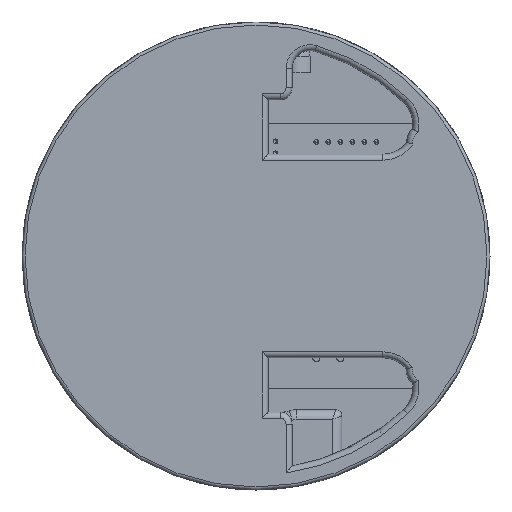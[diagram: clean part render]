
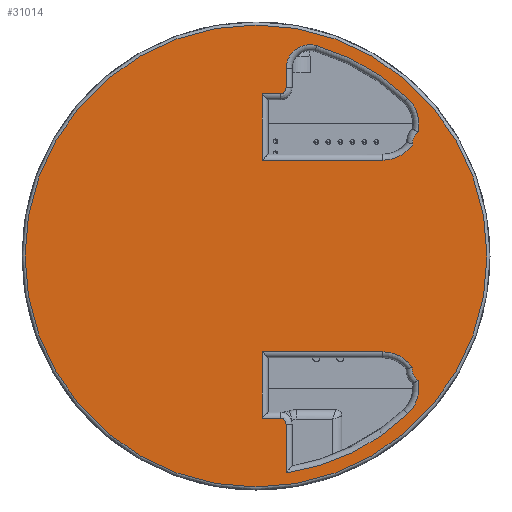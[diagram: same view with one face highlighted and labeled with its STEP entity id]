
A CAD part, front view. The second image highlights one B-rep face of the part: STEP entity #31014.
In plain terms, the highlighted planar face has unit normal (0, -1, 0).
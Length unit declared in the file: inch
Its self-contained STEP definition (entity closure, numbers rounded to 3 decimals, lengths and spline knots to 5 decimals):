
#776=CIRCLE('',#33208,0.3);
#778=CIRCLE('',#33211,0.10073);
#782=CIRCLE('',#33216,0.05);
#786=CIRCLE('',#33222,0.3);
#787=CIRCLE('',#33224,1.82382);
#793=CIRCLE('',#33236,1.92382);
#794=CIRCLE('',#33237,0.05);
#795=CIRCLE('',#33238,0.2);
#796=CIRCLE('',#33239,1.82382);
#797=CIRCLE('',#33240,0.3);
#798=CIRCLE('',#33241,0.09696);
#799=CIRCLE('',#33242,0.3);
#1493=FACE_BOUND('',#4747,.T.);
#1494=FACE_BOUND('',#4748,.T.);
#2914=FACE_OUTER_BOUND('',#4746,.T.);
#4746=EDGE_LOOP('',(#26253));
#4747=EDGE_LOOP('',(#26254,#26255,#26256,#26257,#26258,#26259,#26260,#26261,
#26262,#26263));
#4748=EDGE_LOOP('',(#26264,#26265,#26266,#26267,#26268,#26269,#26270,#26271,
#26272));
#8200=LINE('',#49309,#11722);
#8202=LINE('',#49316,#11724);
#8204=LINE('',#49362,#11726);
#8205=LINE('',#49392,#11727);
#8228=LINE('',#49490,#11750);
#8229=LINE('',#49494,#11751);
#8230=LINE('',#49506,#11752);
#8231=LINE('',#49507,#11753);
#11722=VECTOR('',#40607,0.3937);
#11724=VECTOR('',#40615,0.3937);
#11726=VECTOR('',#40633,0.3937);
#11727=VECTOR('',#40642,0.3937);
#11750=VECTOR('',#40701,0.3937);
#11751=VECTOR('',#40704,0.3937);
#11752=VECTOR('',#40715,0.3937);
#11753=VECTOR('',#40716,0.3937);
#14341=VERTEX_POINT('',#49306);
#14342=VERTEX_POINT('',#49308);
#14344=VERTEX_POINT('',#49314);
#14345=VERTEX_POINT('',#49318);
#14347=VERTEX_POINT('',#49337);
#14351=VERTEX_POINT('',#49359);
#14352=VERTEX_POINT('',#49361);
#14354=VERTEX_POINT('',#49387);
#14356=VERTEX_POINT('',#49397);
#14380=VERTEX_POINT('',#49486);
#14381=VERTEX_POINT('',#49488);
#14382=VERTEX_POINT('',#49489);
#14383=VERTEX_POINT('',#49491);
#14384=VERTEX_POINT('',#49493);
#14385=VERTEX_POINT('',#49495);
#14386=VERTEX_POINT('',#49497);
#14387=VERTEX_POINT('',#49499);
#14388=VERTEX_POINT('',#49501);
#14389=VERTEX_POINT('',#49503);
#14390=VERTEX_POINT('',#49505);
#18335=EDGE_CURVE('',#14341,#14342,#8200,.T.);
#18339=EDGE_CURVE('',#14344,#14341,#8202,.T.);
#18340=EDGE_CURVE('',#14345,#14344,#776,.T.);
#18343=EDGE_CURVE('',#14347,#14345,#778,.T.);
#18348=EDGE_CURVE('',#14351,#14352,#8204,.T.);
#18351=EDGE_CURVE('',#14354,#14351,#782,.T.);
#18353=EDGE_CURVE('',#14342,#14354,#8205,.T.);
#18357=EDGE_CURVE('',#14356,#14347,#786,.T.);
#18358=EDGE_CURVE('',#14352,#14356,#787,.T.);
#18388=EDGE_CURVE('',#14380,#14380,#793,.T.);
#18389=EDGE_CURVE('',#14381,#14382,#8228,.T.);
#18390=EDGE_CURVE('',#14383,#14381,#794,.T.);
#18391=EDGE_CURVE('',#14384,#14383,#8229,.T.);
#18392=EDGE_CURVE('',#14385,#14384,#795,.T.);
#18393=EDGE_CURVE('',#14386,#14385,#796,.T.);
#18394=EDGE_CURVE('',#14387,#14386,#797,.T.);
#18395=EDGE_CURVE('',#14388,#14387,#798,.T.);
#18396=EDGE_CURVE('',#14389,#14388,#799,.T.);
#18397=EDGE_CURVE('',#14390,#14389,#8230,.T.);
#18398=EDGE_CURVE('',#14382,#14390,#8231,.T.);
#26253=ORIENTED_EDGE('',*,*,#18388,.F.);
#26254=ORIENTED_EDGE('',*,*,#18389,.F.);
#26255=ORIENTED_EDGE('',*,*,#18390,.F.);
#26256=ORIENTED_EDGE('',*,*,#18391,.F.);
#26257=ORIENTED_EDGE('',*,*,#18392,.F.);
#26258=ORIENTED_EDGE('',*,*,#18393,.F.);
#26259=ORIENTED_EDGE('',*,*,#18394,.F.);
#26260=ORIENTED_EDGE('',*,*,#18395,.F.);
#26261=ORIENTED_EDGE('',*,*,#18396,.F.);
#26262=ORIENTED_EDGE('',*,*,#18397,.F.);
#26263=ORIENTED_EDGE('',*,*,#18398,.F.);
#26264=ORIENTED_EDGE('',*,*,#18348,.F.);
#26265=ORIENTED_EDGE('',*,*,#18351,.F.);
#26266=ORIENTED_EDGE('',*,*,#18353,.F.);
#26267=ORIENTED_EDGE('',*,*,#18335,.F.);
#26268=ORIENTED_EDGE('',*,*,#18339,.F.);
#26269=ORIENTED_EDGE('',*,*,#18340,.F.);
#26270=ORIENTED_EDGE('',*,*,#18343,.F.);
#26271=ORIENTED_EDGE('',*,*,#18357,.F.);
#26272=ORIENTED_EDGE('',*,*,#18358,.F.);
#28307=PLANE('',#33235);
#31014=ADVANCED_FACE('',(#2914,#1493,#1494),#28307,.T.);
#33208=AXIS2_PLACEMENT_3D('',#49319,#40618,#40619);
#33211=AXIS2_PLACEMENT_3D('',#49338,#40624,#40625);
#33216=AXIS2_PLACEMENT_3D('',#49389,#40636,#40637);
#33222=AXIS2_PLACEMENT_3D('',#49399,#40650,#40651);
#33224=AXIS2_PLACEMENT_3D('',#49401,#40654,#40655);
#33235=AXIS2_PLACEMENT_3D('',#49485,#40697,#40698);
#33236=AXIS2_PLACEMENT_3D('',#49487,#40699,#40700);
#33237=AXIS2_PLACEMENT_3D('',#49492,#40702,#40703);
#33238=AXIS2_PLACEMENT_3D('',#49496,#40705,#40706);
#33239=AXIS2_PLACEMENT_3D('',#49498,#40707,#40708);
#33240=AXIS2_PLACEMENT_3D('',#49500,#40709,#40710);
#33241=AXIS2_PLACEMENT_3D('',#49502,#40711,#40712);
#33242=AXIS2_PLACEMENT_3D('',#49504,#40713,#40714);
#40607=DIRECTION('',(0.,0.,-1.));
#40615=DIRECTION('',(-1.,0.,0.));
#40618=DIRECTION('center_axis',(0.,-1.,0.));
#40619=DIRECTION('ref_axis',(0.433,0.,0.901));
#40624=DIRECTION('center_axis',(0.,1.,0.));
#40625=DIRECTION('ref_axis',(-0.919,0.,-0.394));
#40633=DIRECTION('',(0.,0.,-1.));
#40636=DIRECTION('center_axis',(0.,1.,0.));
#40637=DIRECTION('ref_axis',(0.707,0.,0.707));
#40642=DIRECTION('',(1.,0.,0.));
#40650=DIRECTION('center_axis',(0.,-1.,0.));
#40651=DIRECTION('ref_axis',(0.945,0.,-0.328));
#40654=DIRECTION('center_axis',(0.,-1.,0.));
#40655=DIRECTION('ref_axis',(0.451,0.,-0.892));
#40697=DIRECTION('center_axis',(0.,-1.,0.));
#40698=DIRECTION('ref_axis',(0.,0.,-1.));
#40699=DIRECTION('center_axis',(0.,1.,0.));
#40700=DIRECTION('ref_axis',(1.,0.,0.));
#40701=DIRECTION('',(-1.,0.,0.));
#40702=DIRECTION('center_axis',(0.,1.,0.));
#40703=DIRECTION('ref_axis',(0.707,0.,-0.707));
#40704=DIRECTION('',(0.,0.,-1.));
#40705=DIRECTION('center_axis',(0.,-1.,0.));
#40706=DIRECTION('ref_axis',(-0.601,0.,0.799));
#40707=DIRECTION('center_axis',(0.,-1.,0.));
#40708=DIRECTION('ref_axis',(0.5,0.,0.866));
#40709=DIRECTION('center_axis',(0.,-1.,0.));
#40710=DIRECTION('ref_axis',(0.948,0.,0.318));
#40711=DIRECTION('center_axis',(0.,1.,0.));
#40712=DIRECTION('ref_axis',(-0.92,0.,0.393));
#40713=DIRECTION('center_axis',(0.,-1.,0.));
#40714=DIRECTION('ref_axis',(0.444,0.,-0.896));
#40715=DIRECTION('',(1.,0.,0.));
#40716=DIRECTION('',(0.,0.,-1.));
#49306=CARTESIAN_POINT('',(0.05,-1.27488,-0.7981));
#49308=CARTESIAN_POINT('',(0.05,-1.27488,-1.35));
#49309=CARTESIAN_POINT('',(0.05,-1.27488,-0.11297));
#49314=CARTESIAN_POINT('',(1.0565,-1.27488,-0.7981));
#49316=CARTESIAN_POINT('',(0.,-1.27488,-0.7981));
#49318=CARTESIAN_POINT('',(1.30387,-1.27488,-0.92837));
#49319=CARTESIAN_POINT('Origin',(1.0565,-1.27488,-1.0981));
#49337=CARTESIAN_POINT('',(1.34994,-1.27488,-1.03571));
#49338=CARTESIAN_POINT('Origin',(1.40232,-1.27488,-0.94967));
#49359=CARTESIAN_POINT('',(0.25,-1.27488,-1.4));
#49361=CARTESIAN_POINT('',(0.25,-1.27488,-1.8066));
#49362=CARTESIAN_POINT('',(0.25,-1.27488,-0.32595));
#49387=CARTESIAN_POINT('',(0.2,-1.27488,-1.35));
#49389=CARTESIAN_POINT('Origin',(0.2,-1.27488,-1.4));
#49392=CARTESIAN_POINT('',(-0.15,-1.27488,-1.35));
#49397=CARTESIAN_POINT('',(1.2645,-1.27488,-1.31429));
#49399=CARTESIAN_POINT('Origin',(1.0565,-1.27488,-1.0981));
#49401=CARTESIAN_POINT('Origin',(0.,-1.27488,0.));
#49485=CARTESIAN_POINT('Origin',(0.,-1.27488,0.8481));
#49486=CARTESIAN_POINT('',(0.,-1.27488,1.92382));
#49487=CARTESIAN_POINT('Origin',(0.,-1.27488,0.));
#49488=CARTESIAN_POINT('',(0.2,-1.27488,1.35));
#49489=CARTESIAN_POINT('',(0.05,-1.27488,1.35));
#49490=CARTESIAN_POINT('',(0.15,-1.27488,1.35));
#49491=CARTESIAN_POINT('',(0.25,-1.27488,1.4));
#49492=CARTESIAN_POINT('Origin',(0.2,-1.27488,1.4));
#49493=CARTESIAN_POINT('',(0.25,-1.27488,1.56022));
#49494=CARTESIAN_POINT('',(0.25,-1.27488,1.29819));
#49495=CARTESIAN_POINT('',(0.50542,-1.27488,1.75239));
#49496=CARTESIAN_POINT('Origin',(0.45,-1.27488,1.56022));
#49497=CARTESIAN_POINT('',(1.2645,-1.27488,1.31429));
#49498=CARTESIAN_POINT('Origin',(0.,-1.27488,0.));
#49499=CARTESIAN_POINT('',(1.34897,-1.27488,1.03129));
#49500=CARTESIAN_POINT('Origin',(1.0565,-1.27488,1.0981));
#49501=CARTESIAN_POINT('',(1.30693,-1.27488,0.93293));
#49502=CARTESIAN_POINT('Origin',(1.40232,-1.27488,0.95033));
#49503=CARTESIAN_POINT('',(1.0565,-1.27488,0.7981));
#49504=CARTESIAN_POINT('Origin',(1.0565,-1.27488,1.0981));
#49505=CARTESIAN_POINT('',(0.05,-1.27488,0.7981));
#49506=CARTESIAN_POINT('',(0.,-1.27488,0.7981));
#49507=CARTESIAN_POINT('',(0.05,-1.27488,0.96108));
